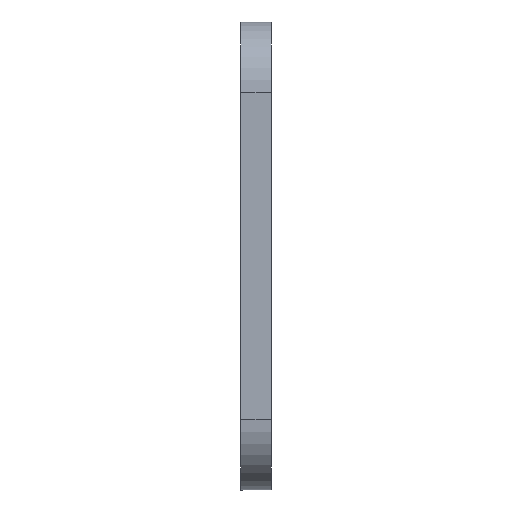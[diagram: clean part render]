
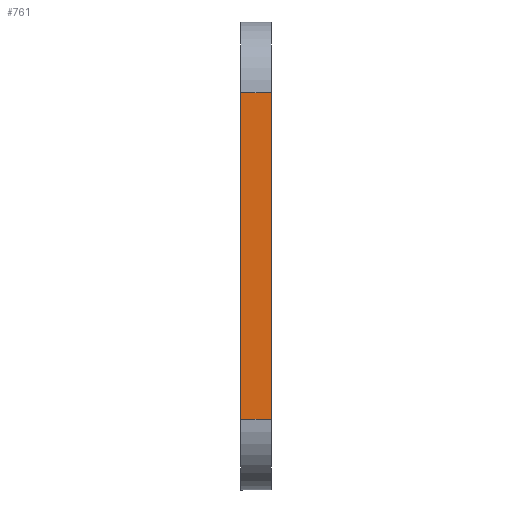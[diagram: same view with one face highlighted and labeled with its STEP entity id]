
A CAD part, left-side view. The second image highlights one B-rep face of the part: STEP entity #761.
In plain terms, the highlighted planar face has unit normal (-1, 0, 0).
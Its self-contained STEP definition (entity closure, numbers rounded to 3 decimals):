
#43=PLANE('',#851);
#79=FACE_OUTER_BOUND('',#124,.T.);
#124=EDGE_LOOP('',(#653,#654,#655,#656));
#196=LINE('',#1279,#264);
#197=LINE('',#1284,#265);
#198=LINE('',#1287,#266);
#199=LINE('',#1288,#267);
#264=VECTOR('',#1054,16.2);
#265=VECTOR('',#1061,1.5);
#266=VECTOR('',#1064,1.5);
#267=VECTOR('',#1065,16.2);
#378=VERTEX_POINT('',#1276);
#379=VERTEX_POINT('',#1278);
#380=VERTEX_POINT('',#1282);
#381=VERTEX_POINT('',#1286);
#480=EDGE_CURVE('',#378,#379,#196,.T.);
#483=EDGE_CURVE('',#379,#380,#197,.T.);
#484=EDGE_CURVE('',#381,#378,#198,.T.);
#485=EDGE_CURVE('',#380,#381,#199,.T.);
#653=ORIENTED_EDGE('',*,*,#483,.F.);
#654=ORIENTED_EDGE('',*,*,#480,.F.);
#655=ORIENTED_EDGE('',*,*,#484,.F.);
#656=ORIENTED_EDGE('',*,*,#485,.F.);
#761=ADVANCED_FACE('',(#79),#43,.T.);
#851=AXIS2_PLACEMENT_3D('',#1285,#1062,#1063);
#1054=DIRECTION('',(0.,0.,1.));
#1061=DIRECTION('',(0.,-1.,0.));
#1062=DIRECTION('center_axis',(-1.,0.,0.));
#1063=DIRECTION('ref_axis',(0.,0.,
-1.));
#1064=DIRECTION('',(0.,1.,0.));
#1065=DIRECTION('',(0.,0.,-1.));
#1276=CARTESIAN_POINT('',(-30.3,38.,3.5));
#1278=CARTESIAN_POINT('',(-30.3,38.,19.7));
#1279=CARTESIAN_POINT('',(-30.3,38.,0.));
#1282=CARTESIAN_POINT('',(-30.3,36.5,19.7));
#1284=CARTESIAN_POINT('',(-30.3,38.,19.7));
#1285=CARTESIAN_POINT('Origin',(-30.3,38.,23.2));
#1286=CARTESIAN_POINT('',(-30.3,36.5,3.5));
#1287=CARTESIAN_POINT('',(-30.3,38.,3.5));
#1288=CARTESIAN_POINT('',(-30.3,36.5,0.));
